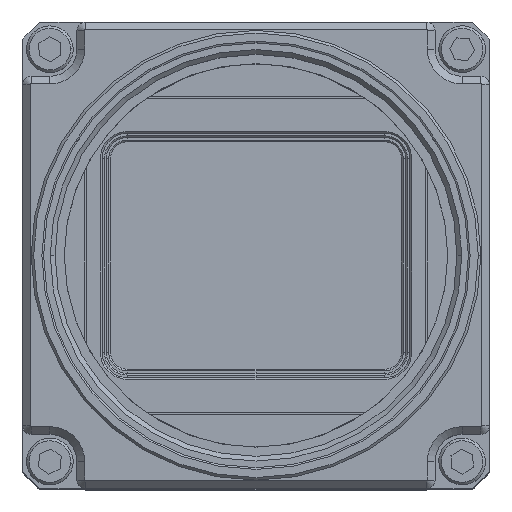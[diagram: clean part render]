
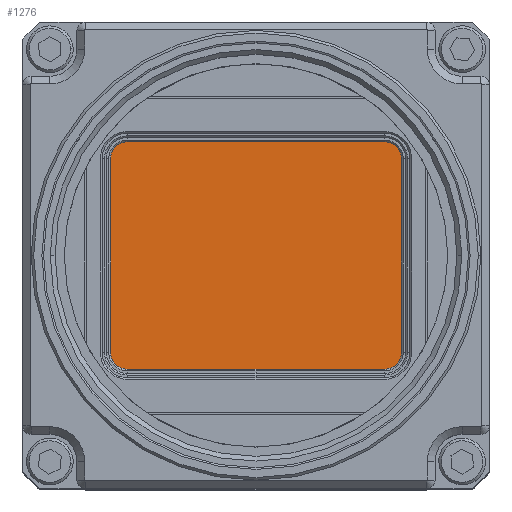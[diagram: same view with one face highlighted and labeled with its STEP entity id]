
A CAD part, top view. The second image highlights one B-rep face of the part: STEP entity #1276.
In plain terms, the highlighted planar face has unit normal (0, 0, 1).
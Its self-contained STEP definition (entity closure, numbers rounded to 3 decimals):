
#356 = VERTEX_POINT ( 'NONE', #11431 ) ;
#583 = EDGE_CURVE ( 'Defeatured_61281+Defeatured_61370+Defeatured_61289+Defeatured_61282', #9181, #15426, #2750, .T. ) ;
#1276 = ADVANCED_FACE ( 'Defeatured_61370', ( #10528 ), #10313, .T. ) ;
#1282 = CARTESIAN_POINT ( 'NONE',  ( 18.3, -13.4, 82.45 ) ) ;
#1623 = DIRECTION ( 'NONE',  ( 1., 0., 0. ) ) ;
#2409 = VECTOR ( 'NONE', #9128, 1000. ) ;
#2476 = DIRECTION ( 'NONE',  ( 1., 0., 0. ) ) ;
#2523 = CARTESIAN_POINT ( 'NONE',  ( -17.15, -11.4, 82.45 ) ) ;
#2560 = ORIENTED_EDGE ( 'NONE', *, *, #7852, .F. ) ;
#2750 = LINE ( 'NONE', #17193, #15057 ) ;
#2782 = CIRCLE ( 'NONE', #15300, 2. ) ;
#2838 = CARTESIAN_POINT ( 'NONE',  ( 15.15, 13.4, 82.45 ) ) ;
#3232 = CIRCLE ( 'NONE', #14419, 2. ) ;
#3457 = VERTEX_POINT ( 'NONE', #8852 ) ;
#3564 = EDGE_CURVE ( 'Defeatured_61282+Defeatured_61370+Defeatured_61281+Defeatured_61283', #15426, #8719, #3232, .T. ) ;
#3602 = VERTEX_POINT ( 'NONE', #6479 ) ;
#3918 = DIRECTION ( 'NONE',  ( 0., 0., 1. ) ) ;
#4344 = ORIENTED_EDGE ( 'NONE', *, *, #12958, .F. ) ;
#4855 = ORIENTED_EDGE ( 'NONE', *, *, #17599, .F. ) ;
#4917 = CARTESIAN_POINT ( 'NONE',  ( 15.15, 11.4, 82.45 ) ) ;
#4934 = CARTESIAN_POINT ( 'NONE',  ( -15.15, -13.4, 82.45 ) ) ;
#5098 = AXIS2_PLACEMENT_3D ( 'NONE', #16715, #3918, #2476 ) ;
#5907 = CARTESIAN_POINT ( 'NONE',  ( 0., -13.4, 82.45 ) ) ;
#6117 = CARTESIAN_POINT ( 'NONE',  ( 17.15, 11.4, 82.45 ) ) ;
#6479 = CARTESIAN_POINT ( 'NONE',  ( -17.15, 11.4, 82.45 ) ) ;
#6516 = DIRECTION ( 'NONE',  ( 0., 0., -1. ) ) ;
#6703 = VERTEX_POINT ( 'NONE', #6117 ) ;
#6992 = AXIS2_PLACEMENT_3D ( 'NONE', #17239, #9199, #14040 ) ;
#7238 = VERTEX_POINT ( 'NONE', #17808 ) ;
#7458 = CARTESIAN_POINT ( 'NONE',  ( -17.15, 12.454, 82.45 ) ) ;
#7852 = EDGE_CURVE ( 'Defeatured_61287+Defeatured_61370+Defeatured_61286+Defeatured_61288', #6703, #7238, #12201, .T. ) ;
#7866 = DIRECTION ( 'NONE',  ( -1., 0., 0. ) ) ;
#7939 = DIRECTION ( 'NONE',  ( 1., 0., 0. ) ) ;
#8719 = VERTEX_POINT ( 'NONE', #2523 ) ;
#8852 = CARTESIAN_POINT ( 'NONE',  ( -15.15, 13.4, 82.45 ) ) ;
#8971 = ORIENTED_EDGE ( 'NONE', *, *, #9171, .F. ) ;
#8998 = EDGE_CURVE ( 'Defeatured_61285+Defeatured_61370+Defeatured_61284+Defeatured_61286', #3457, #9923, #19202, .T. ) ;
#9128 = DIRECTION ( 'NONE',  ( 0., -1., 0. ) ) ;
#9171 = EDGE_CURVE ( 'Defeatured_61283+Defeatured_61370+Defeatured_61282+Defeatured_61284', #8719, #3602, #11985, .T. ) ;
#9181 = VERTEX_POINT ( 'NONE', #5907 ) ;
#9199 = DIRECTION ( 'NONE',  ( 0., 0., -1. ) ) ;
#9923 = VERTEX_POINT ( 'NONE', #2838 ) ;
#10313 = PLANE ( 'NONE',  #5098 ) ;
#10383 = VECTOR ( 'NONE', #13003, 1000. ) ;
#10528 = FACE_OUTER_BOUND ( 'NONE', #13499, .T. ) ;
#10564 = EDGE_CURVE ( 'Defeatured_61284+Defeatured_61370+Defeatured_61283+Defeatured_61285', #3602, #3457, #20296, .T. ) ;
#10774 = LINE ( 'NONE', #1282, #11576 ) ;
#10940 = ORIENTED_EDGE ( 'NONE', *, *, #583, .F. ) ;
#11015 = CARTESIAN_POINT ( 'NONE',  ( -15.15, -11.4, 82.45 ) ) ;
#11110 = DIRECTION ( 'NONE',  ( 1., 0., 0. ) ) ;
#11301 = ORIENTED_EDGE ( 'NONE', *, *, #17154, .F. ) ;
#11431 = CARTESIAN_POINT ( 'NONE',  ( 15.15, -13.4, 82.45 ) ) ;
#11576 = VECTOR ( 'NONE', #7866, 1000. ) ;
#11985 = LINE ( 'NONE', #7458, #19607 ) ;
#12201 = LINE ( 'NONE', #13954, #2409 ) ;
#12350 = DIRECTION ( 'NONE',  ( 0., 0., -1. ) ) ;
#12798 = CARTESIAN_POINT ( 'NONE',  ( 18.3, 13.4, 82.45 ) ) ;
#12958 = EDGE_CURVE ( 'Defeatured_61286+Defeatured_61370+Defeatured_61285+Defeatured_61287', #9923, #6703, #2782, .T. ) ;
#13003 = DIRECTION ( 'NONE',  ( 1., 0., 0. ) ) ;
#13499 = EDGE_LOOP ( 'NONE', ( #11301, #4855, #2560, #4344, #13732, #19083, #8971, #17127, #10940 ) ) ;
#13732 = ORIENTED_EDGE ( 'NONE', *, *, #8998, .F. ) ;
#13954 = CARTESIAN_POINT ( 'NONE',  ( 17.15, 12.454, 82.45 ) ) ;
#14040 = DIRECTION ( 'NONE',  ( 1., 0., 0. ) ) ;
#14419 = AXIS2_PLACEMENT_3D ( 'NONE', #11015, #12350, #11110 ) ;
#14663 = AXIS2_PLACEMENT_3D ( 'NONE', #20357, #6516, #7939 ) ;
#15057 = VECTOR ( 'NONE', #16996, 1000. ) ;
#15300 = AXIS2_PLACEMENT_3D ( 'NONE', #4917, #15753, #1623 ) ;
#15426 = VERTEX_POINT ( 'NONE', #4934 ) ;
#15753 = DIRECTION ( 'NONE',  ( 0., 0., -1. ) ) ;
#15873 = CIRCLE ( 'NONE', #6992, 2. ) ;
#16715 = CARTESIAN_POINT ( 'NONE',  ( 18.3, 12.454, 82.45 ) ) ;
#16996 = DIRECTION ( 'NONE',  ( -1., 0., 0. ) ) ;
#17127 = ORIENTED_EDGE ( 'NONE', *, *, #3564, .F. ) ;
#17154 = EDGE_CURVE ( 'Defeatured_61289+Defeatured_61370+Defeatured_61288+Defeatured_61281', #356, #9181, #10774, .T. ) ;
#17193 = CARTESIAN_POINT ( 'NONE',  ( 18.3, -13.4, 82.45 ) ) ;
#17239 = CARTESIAN_POINT ( 'NONE',  ( 15.15, -11.4, 82.45 ) ) ;
#17599 = EDGE_CURVE ( 'Defeatured_61288+Defeatured_61370+Defeatured_61287+Defeatured_61289', #7238, #356, #15873, .T. ) ;
#17808 = CARTESIAN_POINT ( 'NONE',  ( 17.15, -11.4, 82.45 ) ) ;
#19083 = ORIENTED_EDGE ( 'NONE', *, *, #10564, .F. ) ;
#19202 = LINE ( 'NONE', #12798, #10383 ) ;
#19607 = VECTOR ( 'NONE', #19718, 1000. ) ;
#19718 = DIRECTION ( 'NONE',  ( 0., 1., 0. ) ) ;
#20296 = CIRCLE ( 'NONE', #14663, 2. ) ;
#20357 = CARTESIAN_POINT ( 'NONE',  ( -15.15, 11.4, 82.45 ) ) ;
